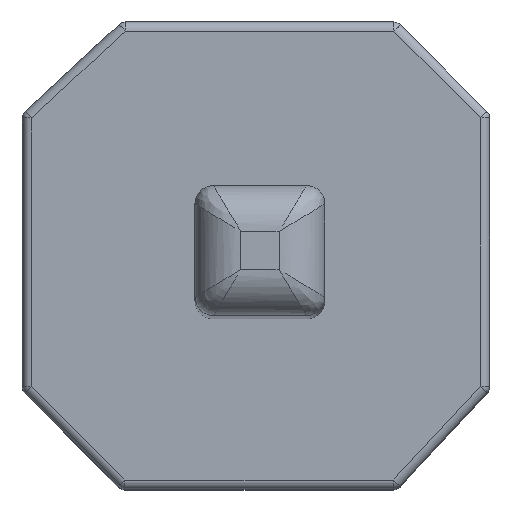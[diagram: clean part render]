
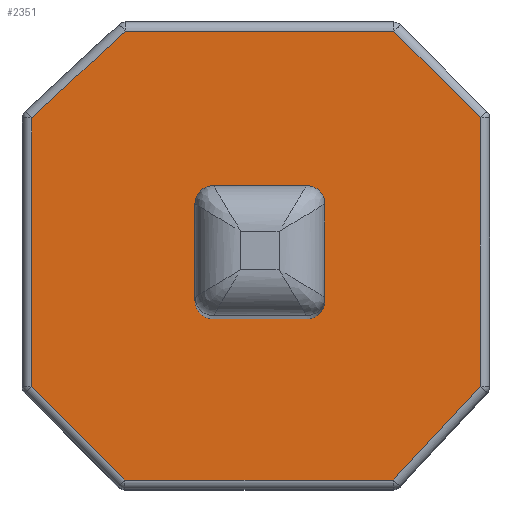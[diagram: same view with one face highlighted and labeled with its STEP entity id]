
A CAD part, top view. The second image highlights one B-rep face of the part: STEP entity #2351.
In plain terms, the highlighted planar face has unit normal (0, 0, 1).
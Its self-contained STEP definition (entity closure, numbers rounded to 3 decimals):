
#68=FACE_BOUND('',#837,.T.);
#79=PLANE('',#2587);
#203=LINE('',#3745,#379);
#205=LINE('',#3748,#381);
#213=LINE('',#3760,#389);
#215=LINE('',#3763,#391);
#219=LINE('',#3769,#395);
#221=LINE('',#3772,#397);
#229=LINE('',#3784,#405);
#231=LINE('',#3787,#407);
#239=LINE('',#3819,#415);
#240=LINE('',#3823,#416);
#241=LINE('',#3827,#417);
#242=LINE('',#3831,#418);
#379=VECTOR('',#2966,10.);
#381=VECTOR('',#2970,10.);
#389=VECTOR('',#2986,10.);
#391=VECTOR('',#2990,10.);
#395=VECTOR('',#2998,10.);
#397=VECTOR('',#3002,10.);
#405=VECTOR('',#3018,10.);
#407=VECTOR('',#3022,10.);
#415=VECTOR('',#3058,10.);
#416=VECTOR('',#3061,10.);
#417=VECTOR('',#3064,10.);
#418=VECTOR('',#3067,10.);
#667=FACE_OUTER_BOUND('',#836,.T.);
#836=EDGE_LOOP('',(#1787,#1788,#1789,#1790,#1791,#1792,#1793,#1794));
#837=EDGE_LOOP('',(#1795,#1796,#1797,#1798,#1799,#1800,#1801,#1802));
#1011=CIRCLE('',#2588,0.1);
#1012=CIRCLE('',#2589,0.1);
#1013=CIRCLE('',#2590,0.1);
#1014=CIRCLE('',#2591,0.1);
#1088=VERTEX_POINT('',#3610);
#1094=VERTEX_POINT('',#3624);
#1097=VERTEX_POINT('',#3631);
#1106=VERTEX_POINT('',#3655);
#1109=VERTEX_POINT('',#3662);
#1118=VERTEX_POINT('',#3692);
#1121=VERTEX_POINT('',#3699);
#1130=VERTEX_POINT('',#3723);
#1143=VERTEX_POINT('',#3817);
#1144=VERTEX_POINT('',#3818);
#1145=VERTEX_POINT('',#3820);
#1146=VERTEX_POINT('',#3822);
#1147=VERTEX_POINT('',#3824);
#1148=VERTEX_POINT('',#3826);
#1149=VERTEX_POINT('',#3828);
#1150=VERTEX_POINT('',#3830);
#1327=EDGE_CURVE('',#1121,#1130,#203,.T.);
#1329=EDGE_CURVE('',#1130,#1118,#205,.T.);
#1337=EDGE_CURVE('',#1109,#1121,#213,.T.);
#1339=EDGE_CURVE('',#1118,#1106,#215,.T.);
#1343=EDGE_CURVE('',#1097,#1109,#219,.T.);
#1345=EDGE_CURVE('',#1106,#1094,#221,.T.);
#1353=EDGE_CURVE('',#1088,#1097,#229,.T.);
#1355=EDGE_CURVE('',#1094,#1088,#231,.T.);
#1367=EDGE_CURVE('',#1143,#1144,#239,.T.);
#1368=EDGE_CURVE('',#1145,#1144,#1011,.F.);
#1369=EDGE_CURVE('',#1145,#1146,#240,.T.);
#1370=EDGE_CURVE('',#1147,#1146,#1012,.F.);
#1371=EDGE_CURVE('',#1147,#1148,#241,.T.);
#1372=EDGE_CURVE('',#1149,#1148,#1013,.F.);
#1373=EDGE_CURVE('',#1149,#1150,#242,.T.);
#1374=EDGE_CURVE('',#1143,#1150,#1014,.F.);
#1787=ORIENTED_EDGE('',*,*,#1327,.F.);
#1788=ORIENTED_EDGE('',*,*,#1337,.F.);
#1789=ORIENTED_EDGE('',*,*,#1343,.F.);
#1790=ORIENTED_EDGE('',*,*,#1353,.F.);
#1791=ORIENTED_EDGE('',*,*,#1355,.F.);
#1792=ORIENTED_EDGE('',*,*,#1345,.F.);
#1793=ORIENTED_EDGE('',*,*,#1339,.F.);
#1794=ORIENTED_EDGE('',*,*,#1329,.F.);
#1795=ORIENTED_EDGE('',*,*,#1367,.T.);
#1796=ORIENTED_EDGE('',*,*,#1368,.F.);
#1797=ORIENTED_EDGE('',*,*,#1369,.T.);
#1798=ORIENTED_EDGE('',*,*,#1370,.F.);
#1799=ORIENTED_EDGE('',*,*,#1371,.T.);
#1800=ORIENTED_EDGE('',*,*,#1372,.F.);
#1801=ORIENTED_EDGE('',*,*,#1373,.T.);
#1802=ORIENTED_EDGE('',*,*,#1374,.F.);
#2351=ADVANCED_FACE('',(#667,#68),#79,.T.);
#2587=AXIS2_PLACEMENT_3D('',#3816,#3056,#3057);
#2588=AXIS2_PLACEMENT_3D('',#3821,#3059,#3060);
#2589=AXIS2_PLACEMENT_3D('',#3825,#3062,#3063);
#2590=AXIS2_PLACEMENT_3D('',#3829,#3065,#3066);
#2591=AXIS2_PLACEMENT_3D('',#3832,#3068,#3069);
#2966=DIRECTION('',(0.,-1.,0.));
#2970=DIRECTION('',(-0.681,-0.733,0.));
#2986=DIRECTION('',(0.707,-0.707,0.));
#2990=DIRECTION('',(-1.,0.,0.));
#2998=DIRECTION('',(1.,0.,0.));
#3002=DIRECTION('',(-0.706,0.708,0.));
#3018=DIRECTION('',(0.734,0.679,0.));
#3022=DIRECTION('',(0.,1.,0.));
#3056=DIRECTION('center_axis',(0.,0.,1.));
#3057=DIRECTION('ref_axis',(1.,0.,0.));
#3058=DIRECTION('',(-1.,0.,0.));
#3059=DIRECTION('center_axis',(0.,0.,-1.));
#3060=DIRECTION('ref_axis',(-0.707,-0.707,0.));
#3061=DIRECTION('',(0.,1.,0.));
#3062=DIRECTION('center_axis',(0.,0.,-1.));
#3063=DIRECTION('ref_axis',(-0.707,0.707,0.));
#3064=DIRECTION('',(1.,0.,0.));
#3065=DIRECTION('center_axis',(0.,0.,-1.));
#3066=DIRECTION('ref_axis',(0.707,0.707,0.));
#3067=DIRECTION('',(0.,-1.,0.));
#3068=DIRECTION('center_axis',(0.,0.,-1.));
#3069=DIRECTION('ref_axis',(0.707,-0.707,0.));
#3610=CARTESIAN_POINT('',(-2.49,-0.522,2.54));
#3624=CARTESIAN_POINT('',(-2.49,-1.982,2.54));
#3631=CARTESIAN_POINT('',(-1.98,-0.05,2.54));
#3655=CARTESIAN_POINT('',(-1.984,-2.49,2.54));
#3662=CARTESIAN_POINT('',(-0.521,-0.05,2.54));
#3692=CARTESIAN_POINT('',(-0.524,-2.49,2.54));
#3699=CARTESIAN_POINT('',(-0.05,-0.521,2.54));
#3723=CARTESIAN_POINT('',(-0.05,-1.98,2.54));
#3745=CARTESIAN_POINT('',(-0.05,-1.635,2.54));
#3748=CARTESIAN_POINT('',(-0.4,-2.357,2.54));
#3760=CARTESIAN_POINT('',(-0.16,-0.41,2.54));
#3763=CARTESIAN_POINT('',(-1.637,-2.49,2.54));
#3769=CARTESIAN_POINT('',(-0.885,-0.05,2.54));
#3772=CARTESIAN_POINT('',(-2.371,-2.101,2.54));
#3784=CARTESIAN_POINT('',(-2.086,-0.148,2.54));
#3787=CARTESIAN_POINT('',(-2.49,-0.885,2.54));
#3816=CARTESIAN_POINT('Origin',(-1.27,-1.27,2.54));
#3817=CARTESIAN_POINT('',(-0.995,-1.614,2.54));
#3818=CARTESIAN_POINT('',(-1.502,-1.614,2.54));
#3819=CARTESIAN_POINT('',(-1.436,-1.614,2.54));
#3820=CARTESIAN_POINT('',(-1.602,-1.514,2.54));
#3821=CARTESIAN_POINT('Origin',(-1.502,-1.514,2.54));
#3822=CARTESIAN_POINT('',(-1.602,-1.007,2.54));
#3823=CARTESIAN_POINT('',(-1.602,-1.089,2.54));
#3824=CARTESIAN_POINT('',(-1.502,-0.907,2.54));
#3825=CARTESIAN_POINT('Origin',(-1.502,-1.007,2.54));
#3826=CARTESIAN_POINT('',(-0.995,-0.907,2.54));
#3827=CARTESIAN_POINT('',(-1.082,-0.907,2.54));
#3828=CARTESIAN_POINT('',(-0.895,-1.007,2.54));
#3829=CARTESIAN_POINT('Origin',(-0.995,-1.007,2.54));
#3830=CARTESIAN_POINT('',(-0.895,-1.514,2.54));
#3831=CARTESIAN_POINT('',(-0.895,-1.442,2.54));
#3832=CARTESIAN_POINT('Origin',(-0.995,-1.514,2.54));
